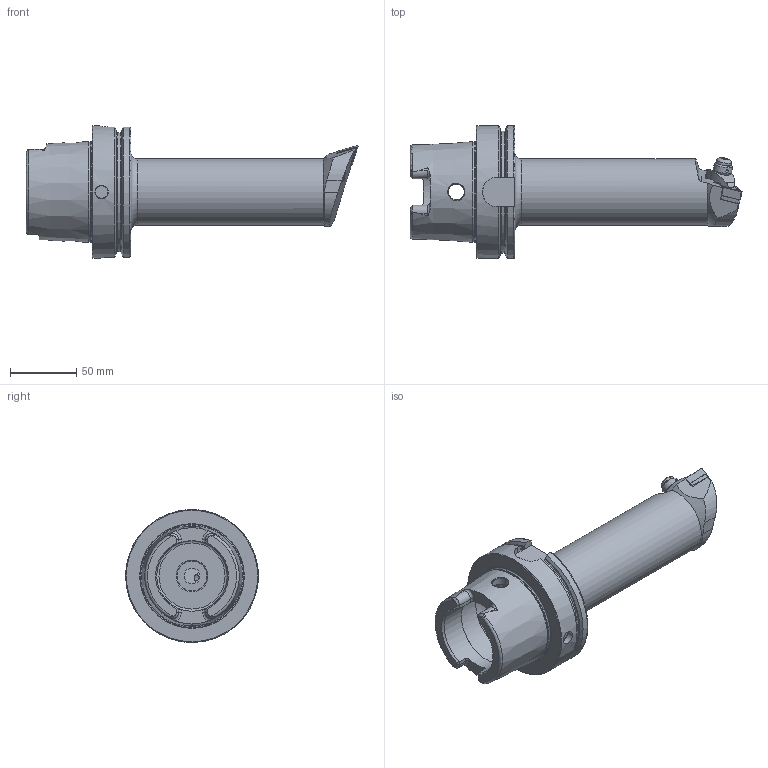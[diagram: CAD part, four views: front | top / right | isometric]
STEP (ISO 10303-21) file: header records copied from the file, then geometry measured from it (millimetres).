
FILE_DESCRIPTION (( 'STEP AP214' ), '1' );
FILE_NAME ('HA0.BDF.LQD.200.STEP', '2021-10-08T08:31:08', ( '' ), ( '' ), 'SwSTEP 2.0', 'SolidWorks 2017', '' );
FILE_SCHEMA (( 'AUTOMOTIVE_DESIGN' ));
Length unit declared in the file: millimetre
Products named in the file (10): KVT_MB_600_050; WCC-ER3.102.024_C; DNMG150604; WCC-ER2.001.010_A; WCC-ER5.102.005_A; WCC-ER5.102.012_B; WCC-ER4.103.032_A; WDF-ER2.101.003_A; HA0.BDF.LQD.200; HA0-BDF.LQD.200_A_Fertigbearbeitung
Assembly tree (9 placements, depth 2):
  HA0.BDF.LQD.200
    HA0-BDF.LQD.200_A_Fertigbearbeitung
    WDF-ER2.101.003_A
    WCC-ER2.001.010_A
    DNMG150604
    WCC-ER3.102.024_C
    WCC-ER4.103.032_A
    WCC-ER5.102.005_A
    KVT_MB_600_050
    WCC-ER5.102.012_B
Bounding box: 249.9 x 100 x 100 mm (x, y, z)
Volume: 551570.1 mm3; surface area: 85676.2 mm2
Topology: 10 solids, 10 shells, 329 faces, 823 edges, 515 vertices
Faces by surface type: plane 114, cylinder 100, cone 66, torus 34, bspline 14, sphere 1
Full cylindrical faces by diameter (mm): 2 x3, 3 x2, 4 x1, 4.2 x2, 5 x5, 5.16 x1, 6 x1, 6.2 x4, 6.4 x1, 6.8 x1, 7 x3, 8.5 x1, 10 x1, 11.5 x1, 12 x3, 22.5 x1, 26 x1, 50 x1, 53 x2, 63 x1, 75.265 x1, 100 x1
Entity records: 11936 total; most frequent: CARTESIAN_POINT 4454, DIRECTION 1405, ORIENTED_EDGE 1386, EDGE_CURVE 693, AXIS2_PLACEMENT_3D 575, VERTEX_POINT 483, EDGE_LOOP 446, FACE_OUTER_BOUND 382
